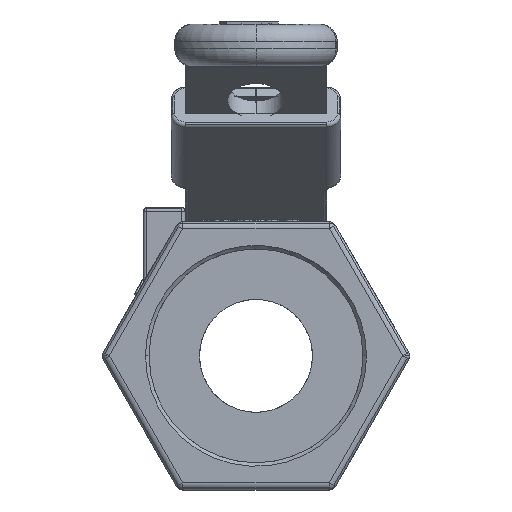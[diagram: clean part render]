
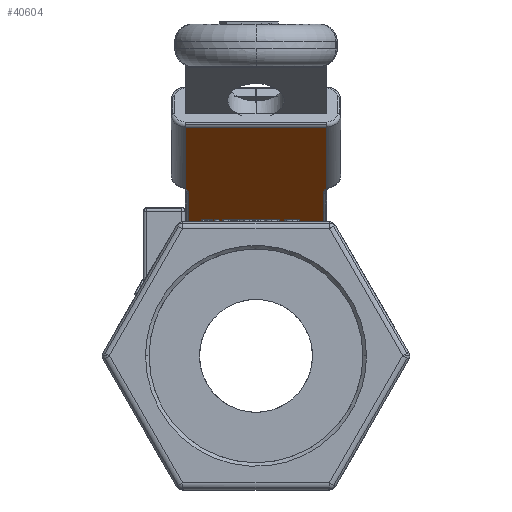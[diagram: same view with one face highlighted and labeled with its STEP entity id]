
A CAD part, front view. The second image highlights one B-rep face of the part: STEP entity #40604.
In plain terms, the highlighted planar face has unit normal (0, -0.606, -0.795).
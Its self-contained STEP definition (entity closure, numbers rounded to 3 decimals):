
#17692=CARTESIAN_POINT('',(-9.5,-16.458,22.997));
#17693=VERTEX_POINT('',#17692);
#17701=CARTESIAN_POINT('',(-10.,-17.352,23.678));
#17702=VERTEX_POINT('',#17701);
#17703=CARTESIAN_POINT('',(-9.5,-16.458,22.997));
#17704=CARTESIAN_POINT('',(-9.5,-16.467,23.004));
#17705=CARTESIAN_POINT('',(-9.5,-16.476,23.01));
#17706=CARTESIAN_POINT('',(-9.5,-16.486,23.018));
#17707=CARTESIAN_POINT('',(-9.501,-16.498,23.027));
#17708=CARTESIAN_POINT('',(-9.501,-16.51,23.036));
#17709=CARTESIAN_POINT('',(-9.503,-16.525,23.047));
#17710=CARTESIAN_POINT('',(-9.504,-16.544,23.062));
#17711=CARTESIAN_POINT('',(-9.507,-16.567,23.079));
#17712=CARTESIAN_POINT('',(-9.51,-16.59,23.097));
#17713=CARTESIAN_POINT('',(-9.513,-16.61,23.112));
#17714=CARTESIAN_POINT('',(-9.517,-16.631,23.128));
#17715=CARTESIAN_POINT('',(-9.521,-16.652,23.144));
#17716=CARTESIAN_POINT('',(-9.525,-16.67,23.158));
#17717=CARTESIAN_POINT('',(-9.53,-16.689,23.172));
#17718=CARTESIAN_POINT('',(-9.535,-16.707,23.186));
#17719=CARTESIAN_POINT('',(-9.54,-16.727,23.201));
#17720=CARTESIAN_POINT('',(-9.547,-16.746,23.216));
#17721=CARTESIAN_POINT('',(-9.555,-16.767,23.232));
#17722=CARTESIAN_POINT('',(-9.564,-16.791,23.251));
#17723=CARTESIAN_POINT('',(-9.574,-16.817,23.27));
#17724=CARTESIAN_POINT('',(-9.586,-16.843,23.29));
#17725=CARTESIAN_POINT('',(-9.599,-16.873,23.313));
#17726=CARTESIAN_POINT('',(-9.614,-16.904,23.336));
#17727=CARTESIAN_POINT('',(-9.63,-16.933,23.359));
#17728=CARTESIAN_POINT('',(-9.643,-16.959,23.378));
#17729=CARTESIAN_POINT('',(-9.657,-16.984,23.398));
#17730=CARTESIAN_POINT('',(-9.672,-17.008,23.416));
#17731=CARTESIAN_POINT('',(-9.684,-17.028,23.431));
#17732=CARTESIAN_POINT('',(-9.696,-17.047,23.445));
#17733=CARTESIAN_POINT('',(-9.71,-17.066,23.46));
#17734=CARTESIAN_POINT('',(-9.721,-17.083,23.472));
#17735=CARTESIAN_POINT('',(-9.734,-17.099,23.485));
#17736=CARTESIAN_POINT('',(-9.747,-17.116,23.498));
#17737=CARTESIAN_POINT('',(-9.77,-17.145,23.52));
#17738=CARTESIAN_POINT('',(-9.794,-17.174,23.542));
#17739=CARTESIAN_POINT('',(-9.818,-17.199,23.561));
#17740=CARTESIAN_POINT('',(-9.831,-17.213,23.572));
#17741=CARTESIAN_POINT('',(-9.844,-17.226,23.582));
#17742=CARTESIAN_POINT('',(-9.856,-17.238,23.591));
#17743=CARTESIAN_POINT('',(-9.868,-17.249,23.6));
#17744=CARTESIAN_POINT('',(-9.879,-17.26,23.608));
#17745=CARTESIAN_POINT('',(-9.891,-17.27,23.615));
#17746=CARTESIAN_POINT('',(-9.906,-17.283,23.625));
#17747=CARTESIAN_POINT('',(-9.922,-17.296,23.635));
#17748=CARTESIAN_POINT('',(-9.936,-17.307,23.643));
#17749=CARTESIAN_POINT('',(-9.949,-17.317,23.651));
#17750=CARTESIAN_POINT('',(-9.96,-17.325,23.657));
#17751=CARTESIAN_POINT('',(-9.971,-17.333,23.663));
#17752=CARTESIAN_POINT('',(-9.979,-17.339,23.667));
#17753=CARTESIAN_POINT('',(-9.987,-17.344,23.671));
#17754=CARTESIAN_POINT('',(-9.994,-17.348,23.675));
#17755=CARTESIAN_POINT('',(-9.996,-17.35,23.676));
#17756=CARTESIAN_POINT('',(-9.998,-17.351,23.677));
#17757=CARTESIAN_POINT('',(-10.,-17.352,23.678));
#17758=B_SPLINE_CURVE_WITH_KNOTS('',3,(#17703,#17704,#17705,#17706,#17707,#17708,#17709,#17710,#17711,#17712,#17713,#17714,#17715,#17716,#17717,#17718,#17719,#17720,#17721,#17722,#17723,#17724,#17725,#17726,#17727,#17728,
#17729,#17730,#17731,#17732,#17733,#17734,#17735,#17736,#17737,#17738,#17739,#17740,#17741,#17742,#17743,#17744,#17745,#17746,#17747,#17748,#17749,#17750,#17751,#17752,#17753,
#17754,#17755,#17756,#17757),.UNSPECIFIED.,.F.,.F.,(4,3,3,3,3,3,3,3,3,3,3,3,3,3,3,3,3,3,4),(0.,0.049,0.104,0.177,0.238,0.292,0.348,0.413,0.486,0.55,0.604,0.653,0.74,0.789,0.836,0.896,0.948,0.989,1.),.UNSPECIFIED.);
#17759=EDGE_CURVE('',#17693,#17702,#17758,.T.);
#18656=CARTESIAN_POINT('',(10.,-17.352,23.678));
#18657=VERTEX_POINT('',#18656);
#18665=CARTESIAN_POINT('',(9.5,-16.458,22.997));
#18666=VERTEX_POINT('',#18665);
#18667=CARTESIAN_POINT('',(10.,-17.352,23.678));
#18668=CARTESIAN_POINT('',(9.991,-17.347,23.674));
#18669=CARTESIAN_POINT('',(9.983,-17.341,23.669));
#18670=CARTESIAN_POINT('',(9.973,-17.334,23.664));
#18671=CARTESIAN_POINT('',(9.962,-17.327,23.658));
#18672=CARTESIAN_POINT('',(9.95,-17.318,23.652));
#18673=CARTESIAN_POINT('',(9.937,-17.307,23.644));
#18674=CARTESIAN_POINT('',(9.919,-17.293,23.633));
#18675=CARTESIAN_POINT('',(9.899,-17.276,23.62));
#18676=CARTESIAN_POINT('',(9.878,-17.257,23.605));
#18677=CARTESIAN_POINT('',(9.861,-17.242,23.594));
#18678=CARTESIAN_POINT('',(9.845,-17.227,23.582));
#18679=CARTESIAN_POINT('',(9.829,-17.211,23.57));
#18680=CARTESIAN_POINT('',(9.815,-17.196,23.559));
#18681=CARTESIAN_POINT('',(9.801,-17.182,23.548));
#18682=CARTESIAN_POINT('',(9.788,-17.166,23.536));
#18683=CARTESIAN_POINT('',(9.774,-17.15,23.524));
#18684=CARTESIAN_POINT('',(9.76,-17.133,23.511));
#18685=CARTESIAN_POINT('',(9.746,-17.114,23.496));
#18686=CARTESIAN_POINT('',(9.729,-17.092,23.48));
#18687=CARTESIAN_POINT('',(9.713,-17.069,23.462));
#18688=CARTESIAN_POINT('',(9.697,-17.045,23.444));
#18689=CARTESIAN_POINT('',(9.678,-17.017,23.422));
#18690=CARTESIAN_POINT('',(9.66,-16.988,23.4));
#18691=CARTESIAN_POINT('',(9.644,-16.959,23.378));
#18692=CARTESIAN_POINT('',(9.63,-16.935,23.36));
#18693=CARTESIAN_POINT('',(9.617,-16.911,23.342));
#18694=CARTESIAN_POINT('',(9.605,-16.888,23.324));
#18695=CARTESIAN_POINT('',(9.595,-16.866,23.308));
#18696=CARTESIAN_POINT('',(9.585,-16.845,23.292));
#18697=CARTESIAN_POINT('',(9.576,-16.824,23.275));
#18698=CARTESIAN_POINT('',(9.568,-16.805,23.261));
#18699=CARTESIAN_POINT('',(9.561,-16.786,23.246));
#18700=CARTESIAN_POINT('',(9.554,-16.766,23.232));
#18701=CARTESIAN_POINT('',(9.543,-16.733,23.206));
#18702=CARTESIAN_POINT('',(9.533,-16.699,23.18));
#18703=CARTESIAN_POINT('',(9.525,-16.669,23.157));
#18704=CARTESIAN_POINT('',(9.521,-16.652,23.144));
#18705=CARTESIAN_POINT('',(9.517,-16.636,23.132));
#18706=CARTESIAN_POINT('',(9.514,-16.62,23.12));
#18707=CARTESIAN_POINT('',(9.511,-16.606,23.109));
#18708=CARTESIAN_POINT('',(9.509,-16.592,23.099));
#18709=CARTESIAN_POINT('',(9.507,-16.579,23.088));
#18710=CARTESIAN_POINT('',(9.505,-16.56,23.074));
#18711=CARTESIAN_POINT('',(9.503,-16.541,23.06));
#18712=CARTESIAN_POINT('',(9.502,-16.524,23.047));
#18713=CARTESIAN_POINT('',(9.501,-16.511,23.037));
#18714=CARTESIAN_POINT('',(9.501,-16.498,23.027));
#18715=CARTESIAN_POINT('',(9.5,-16.488,23.019));
#18716=CARTESIAN_POINT('',(9.5,-16.479,23.012));
#18717=CARTESIAN_POINT('',(9.5,-16.471,23.006));
#18718=CARTESIAN_POINT('',(9.5,-16.463,23.001));
#18719=CARTESIAN_POINT('',(9.5,-16.462,22.999));
#18720=CARTESIAN_POINT('',(9.5,-16.46,22.998));
#18721=CARTESIAN_POINT('',(9.5,-16.458,22.997));
#18722=B_SPLINE_CURVE_WITH_KNOTS('',3,(#18667,#18668,#18669,#18670,#18671,#18672,#18673,#18674,#18675,#18676,#18677,#18678,#18679,#18680,#18681,#18682,#18683,#18684,#18685,#18686,#18687,#18688,#18689,#18690,#18691,#18692,
#18693,#18694,#18695,#18696,#18697,#18698,#18699,#18700,#18701,#18702,#18703,#18704,#18705,#18706,#18707,#18708,#18709,#18710,#18711,#18712,#18713,#18714,#18715,#18716,#18717,
#18718,#18719,#18720,#18721),.UNSPECIFIED.,.F.,.F.,(4,3,3,3,3,3,3,3,3,3,3,3,3,3,3,3,3,3,4),(0.,0.049,0.105,0.182,0.242,0.296,0.352,0.416,0.489,0.55,0.606,0.656,0.742,0.791,0.836,0.899,0.95,0.991,1.),.UNSPECIFIED.);
#18723=EDGE_CURVE('',#18657,#18666,#18722,.T.);
#40018=CARTESIAN_POINT('',(10.,-28.821,32.417));
#40019=VERTEX_POINT('',#40018);
#40071=CARTESIAN_POINT('',(-10.,-28.821,32.417));
#40072=VERTEX_POINT('',#40071);
#40101=CARTESIAN_POINT('',(-10.,-28.821,32.417));
#40102=DIRECTION('',(1.,0.,0.));
#40103=VECTOR('',#40102,20.);
#40104=LINE('',#40101,#40103);
#40105=EDGE_CURVE('',#40072,#40019,#40104,.T.);
#40555=CARTESIAN_POINT('',(10.,-28.821,32.417));
#40556=DIRECTION('',(-0.,0.795,-0.606));
#40557=VECTOR('',#40556,14.419);
#40558=LINE('',#40555,#40557);
#40559=EDGE_CURVE('',#40019,#18657,#40558,.T.);
#40565=CARTESIAN_POINT('',(10.,-23.254,28.174));
#40566=DIRECTION('',(0.,-0.606,-0.795));
#40567=DIRECTION('',(-1.,-0.,-0.));
#40568=AXIS2_PLACEMENT_3D('',#40565,#40566,#40567);
#40569=PLANE('',#40568);
#40570=ORIENTED_EDGE('',*,*,#17759,.F.);
#40571=CARTESIAN_POINT('',(-9.5,-10.527,18.477));
#40572=VERTEX_POINT('',#40571);
#40573=CARTESIAN_POINT('',(-9.5,-10.527,18.477));
#40574=DIRECTION('',(0.,-0.795,0.606));
#40575=VECTOR('',#40574,7.457);
#40576=LINE('',#40573,#40575);
#40577=EDGE_CURVE('',#40572,#17693,#40576,.T.);
#40578=ORIENTED_EDGE('',*,*,#40577,.F.);
#40579=CARTESIAN_POINT('',(9.5,-10.527,18.477));
#40580=VERTEX_POINT('',#40579);
#40581=CARTESIAN_POINT('',(9.5,-10.527,18.477));
#40582=DIRECTION('',(-1.,-0.,-0.));
#40583=VECTOR('',#40582,19.);
#40584=LINE('',#40581,#40583);
#40585=EDGE_CURVE('',#40580,#40572,#40584,.T.);
#40586=ORIENTED_EDGE('',*,*,#40585,.F.);
#40587=CARTESIAN_POINT('',(9.5,-16.458,22.997));
#40588=DIRECTION('',(-0.,0.795,-0.606));
#40589=VECTOR('',#40588,7.457);
#40590=LINE('',#40587,#40589);
#40591=EDGE_CURVE('',#18666,#40580,#40590,.T.);
#40592=ORIENTED_EDGE('',*,*,#40591,.F.);
#40593=ORIENTED_EDGE('',*,*,#18723,.F.);
#40594=ORIENTED_EDGE('',*,*,#40559,.F.);
#40595=ORIENTED_EDGE('',*,*,#40105,.F.);
#40596=CARTESIAN_POINT('',(-10.,-28.821,32.417));
#40597=DIRECTION('',(-0.,0.795,-0.606));
#40598=VECTOR('',#40597,14.419);
#40599=LINE('',#40596,#40598);
#40600=EDGE_CURVE('',#40072,#17702,#40599,.T.);
#40601=ORIENTED_EDGE('',*,*,#40600,.T.);
#40602=EDGE_LOOP('',(#40570,#40578,#40586,#40592,#40593,#40594,#40595,#40601));
#40603=FACE_BOUND('',#40602,.T.);
#40604=ADVANCED_FACE('',(#40603),#40569,.T.);
